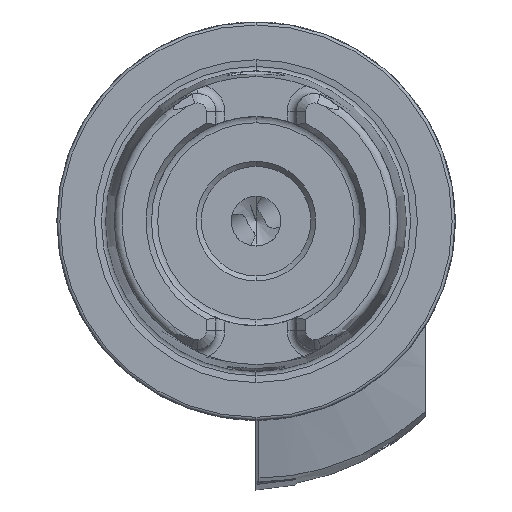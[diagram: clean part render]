
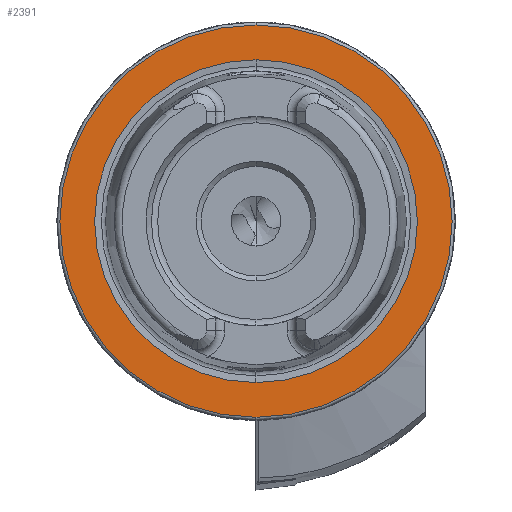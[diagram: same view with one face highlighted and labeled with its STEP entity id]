
A CAD part, left-side view. The second image highlights one B-rep face of the part: STEP entity #2391.
In plain terms, the highlighted planar face has unit normal (-1, 0, 0).
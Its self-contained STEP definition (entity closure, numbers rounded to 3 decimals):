
#122 = ORIENTED_EDGE ( 'NONE', *, *, #11440, .F. ) ;
#466 = PLANE ( 'NONE',  #2894 ) ;
#955 = AXIS2_PLACEMENT_3D ( 'NONE', #10881, #10870, #10852 ) ;
#1375 = CIRCLE ( 'NONE', #8719, 16.207 ) ;
#1745 = ORIENTED_EDGE ( 'NONE', *, *, #3242, .F. ) ;
#1833 = ORIENTED_EDGE ( 'NONE', *, *, #12032, .T. ) ;
#1910 = ORIENTED_EDGE ( 'NONE', *, *, #5094, .T. ) ;
#1975 = FACE_BOUND ( 'NONE', #4094, .T. ) ;
#1989 = FACE_OUTER_BOUND ( 'NONE', #7039, .T. ) ;
#2391 = ADVANCED_FACE ( 'NONE', ( #1975, #1989 ), #466, .F. ) ;
#2490 = CARTESIAN_POINT ( 'NONE',  ( 0., 19.7, 0. ) ) ;
#2894 = AXIS2_PLACEMENT_3D ( 'NONE', #2490, #6528, #6307 ) ;
#3242 = EDGE_CURVE ( 'NONE', #3563, #8858, #1375, .T. ) ;
#3563 = VERTEX_POINT ( 'NONE', #8105 ) ;
#4094 = EDGE_LOOP ( 'NONE', ( #1745, #122 ) ) ;
#4587 = CIRCLE ( 'NONE', #7732, 19.7 ) ;
#4681 = DIRECTION ( 'NONE',  ( 0., 0., 1. ) ) ;
#4695 = DIRECTION ( 'NONE',  ( -1., 0., 0. ) ) ;
#4709 = CARTESIAN_POINT ( 'NONE',  ( 0., 0., 0. ) ) ;
#5094 = EDGE_CURVE ( 'NONE', #7277, #6178, #12588, .T. ) ;
#5354 = CARTESIAN_POINT ( 'NONE',  ( 0., 0., -19.7 ) ) ;
#5401 = CARTESIAN_POINT ( 'NONE',  ( 0., 0., -16.207 ) ) ;
#6178 = VERTEX_POINT ( 'NONE', #13179 ) ;
#6307 = DIRECTION ( 'NONE',  ( 0., 0., -1. ) ) ;
#6528 = DIRECTION ( 'NONE',  ( 1., 0., 0. ) ) ;
#6685 = CIRCLE ( 'NONE', #955, 16.207 ) ;
#7039 = EDGE_LOOP ( 'NONE', ( #1833, #1910 ) ) ;
#7277 = VERTEX_POINT ( 'NONE', #5354 ) ;
#7732 = AXIS2_PLACEMENT_3D ( 'NONE', #4709, #4695, #4681 ) ;
#8105 = CARTESIAN_POINT ( 'NONE',  ( 0., 0., 16.207 ) ) ;
#8719 = AXIS2_PLACEMENT_3D ( 'NONE', #8860, #8815, #8725 ) ;
#8725 = DIRECTION ( 'NONE',  ( 0., 0., 1. ) ) ;
#8815 = DIRECTION ( 'NONE',  ( -1., 0., 0. ) ) ;
#8858 = VERTEX_POINT ( 'NONE', #5401 ) ;
#8860 = CARTESIAN_POINT ( 'NONE',  ( 0., 0., 0. ) ) ;
#10852 = DIRECTION ( 'NONE',  ( 0., 0., 1. ) ) ;
#10870 = DIRECTION ( 'NONE',  ( -1., 0., 0. ) ) ;
#10881 = CARTESIAN_POINT ( 'NONE',  ( 0., 0., 0. ) ) ;
#11250 = DIRECTION ( 'NONE',  ( 0., 0., 1. ) ) ;
#11278 = DIRECTION ( 'NONE',  ( -1., 0., 0. ) ) ;
#11295 = CARTESIAN_POINT ( 'NONE',  ( 0., 0., 0. ) ) ;
#11440 = EDGE_CURVE ( 'NONE', #8858, #3563, #6685, .T. ) ;
#12032 = EDGE_CURVE ( 'NONE', #6178, #7277, #4587, .T. ) ;
#12365 = AXIS2_PLACEMENT_3D ( 'NONE', #11295, #11278, #11250 ) ;
#12588 = CIRCLE ( 'NONE', #12365, 19.7 ) ;
#13179 = CARTESIAN_POINT ( 'NONE',  ( 0., 0., 19.7 ) ) ;
